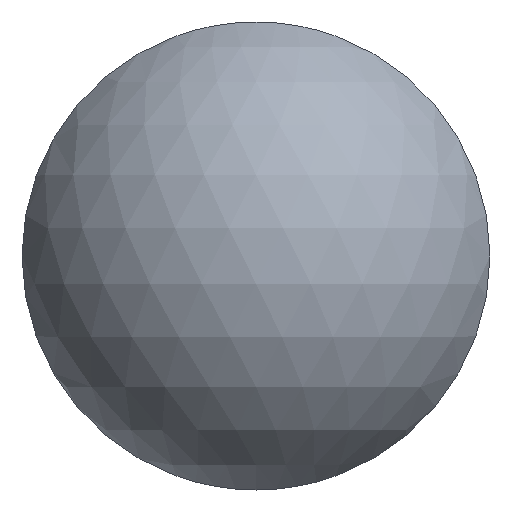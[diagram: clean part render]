
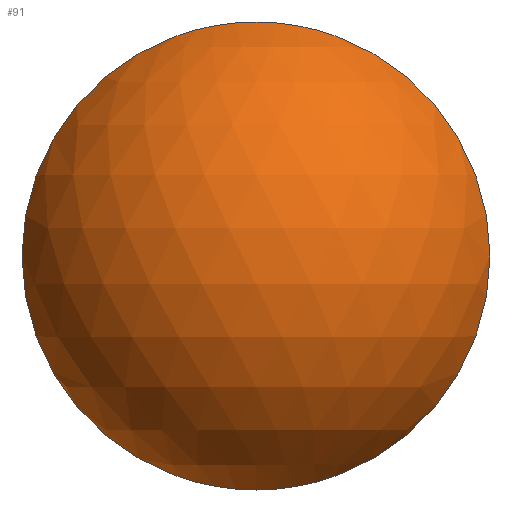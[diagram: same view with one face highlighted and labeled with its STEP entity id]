
A CAD part, left-side view. The second image highlights one B-rep face of the part: STEP entity #91.
In plain terms, the highlighted spherical face has radius 10.643 mm.
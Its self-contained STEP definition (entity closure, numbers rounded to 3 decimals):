
#15=SPHERICAL_SURFACE('',#112,10.643);
#33=FACE_OUTER_BOUND('',#45,.T.);
#45=EDGE_LOOP('',(#80));
#55=CIRCLE('',#113,10.);
#62=VERTEX_POINT('',#166);
#69=EDGE_CURVE('',#62,#62,#55,.T.);
#80=ORIENTED_EDGE('',*,*,#69,.F.);
#91=ADVANCED_FACE('',(#33),#15,.T.);
#112=AXIS2_PLACEMENT_3D('',#165,#139,#140);
#113=AXIS2_PLACEMENT_3D('',#167,#141,#142);
#139=DIRECTION('center_axis',(0.,0.,1.));
#140=DIRECTION('ref_axis',(1.,0.,0.));
#141=DIRECTION('center_axis',(1.,0.,0.));
#142=DIRECTION('ref_axis',(0.,0.,-1.));
#165=CARTESIAN_POINT('Origin',(-10.857,0.,0.));
#166=CARTESIAN_POINT('',(-14.5,10.,0.));
#167=CARTESIAN_POINT('Origin',(-14.5,0.,0.));
